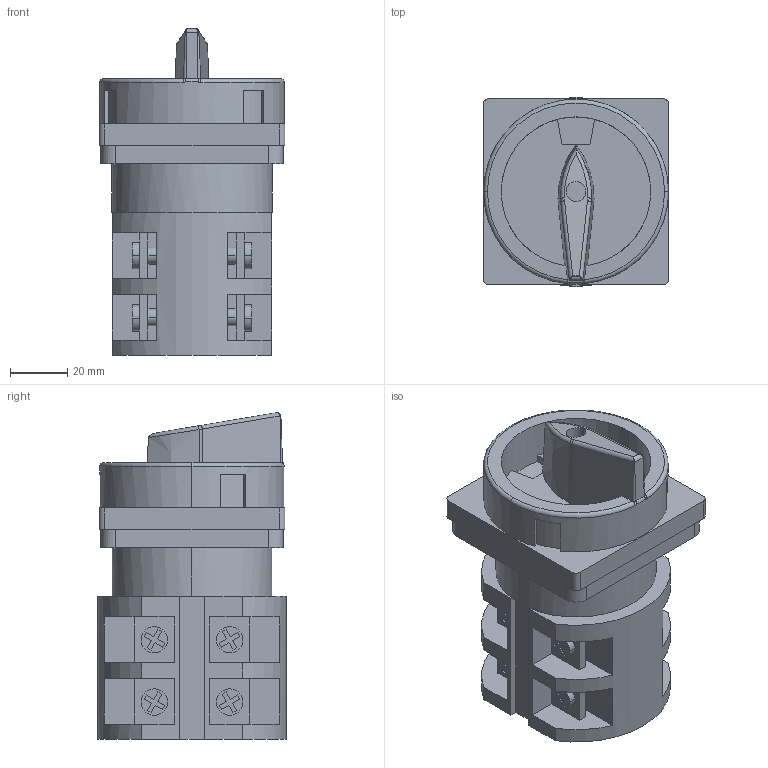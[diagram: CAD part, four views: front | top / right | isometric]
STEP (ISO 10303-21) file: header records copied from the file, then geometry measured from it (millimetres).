
FILE_DESCRIPTION (( 'STEP AP214' ), '1' );
FILE_NAME ('ﾏﾊﾏ-63-2.STEP', '2017-12-25T06:23:59', ( 'AutoBVT' ), ( 'Microsoft' ), 'SwSTEP 2.0', 'SolidWorks 2014', '' );
FILE_SCHEMA (( 'AUTOMOTIVE_DESIGN' ));
Length unit declared in the file: millimetre
Products named in the file (1): ﾏﾊﾏ-63-2
Bounding box: 64.99 x 66 x 114.16 mm (x, y, z)
Volume: 257490.7 mm3; surface area: 44815.1 mm2
Topology: 1 solids, 1 shells, 319 faces, 856 edges, 561 vertices
Faces by surface type: plane 230, cylinder 67, bspline 13, cone 6, torus 3
Entity records: 10696 total; most frequent: CARTESIAN_POINT 2603, ORIENTED_EDGE 1708, DIRECTION 1611, EDGE_CURVE 854, VECTOR 645, LINE 645, VERTEX_POINT 561, AXIS2_PLACEMENT_3D 483
